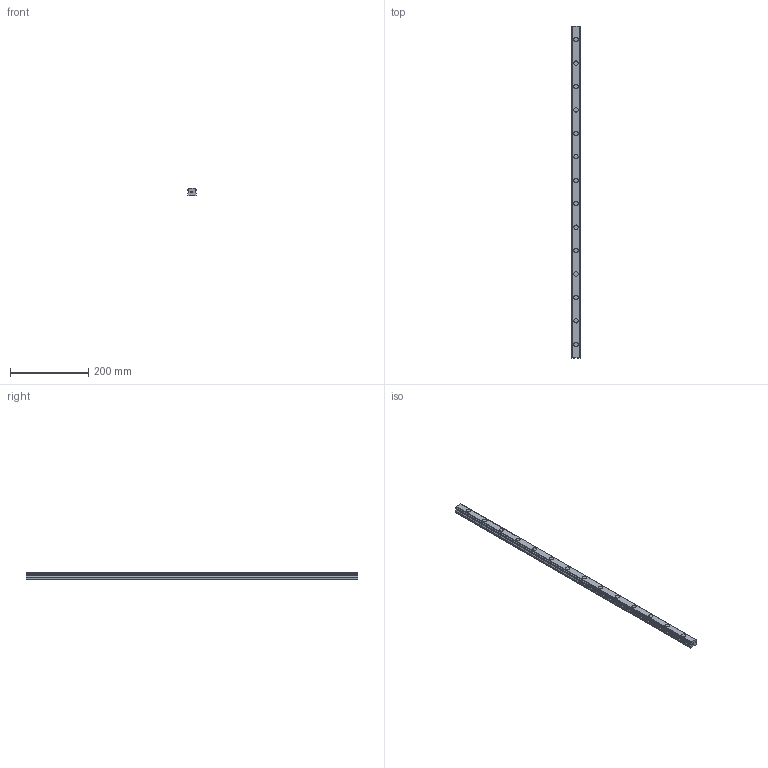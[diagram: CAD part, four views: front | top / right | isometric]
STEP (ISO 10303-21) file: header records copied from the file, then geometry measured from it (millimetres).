
FILE_DESCRIPTION(('STEP AP214'),'1');
FILE_NAME('cctmp_D1188063-8906-452D-B6B4-2E808D610F48_2021_02_10_08_36_45_0667..stp','2021-02-10T07:36:45',('HIWIN GmbH'),('CADClick - www.CADClick.com'),'Spatial InterOp 3D',' ','unknown authorization');
FILE_SCHEMA(('AUTOMOTIVE_DESIGN'));
Length unit declared in the file: millimetre
Products named in the file (1): EGR25R850C_FILE
Bounding box: 23 x 850 x 18 mm (x, y, z)
Volume: 292531.6 mm3; surface area: 79404.7 mm2
Topology: 1 solids, 1 shells, 273 faces, 717 edges, 478 vertices
Faces by surface type: plane 169, cylinder 104
Entity records: 10759 total; most frequent: DIRECTION 1585, CARTESIAN_POINT 1469, ORIENTED_EDGE 1434, EDGE_CURVE 717, AXIS2_PLACEMENT_3D 594, VERTEX_POINT 478, LINE 397, VECTOR 397
